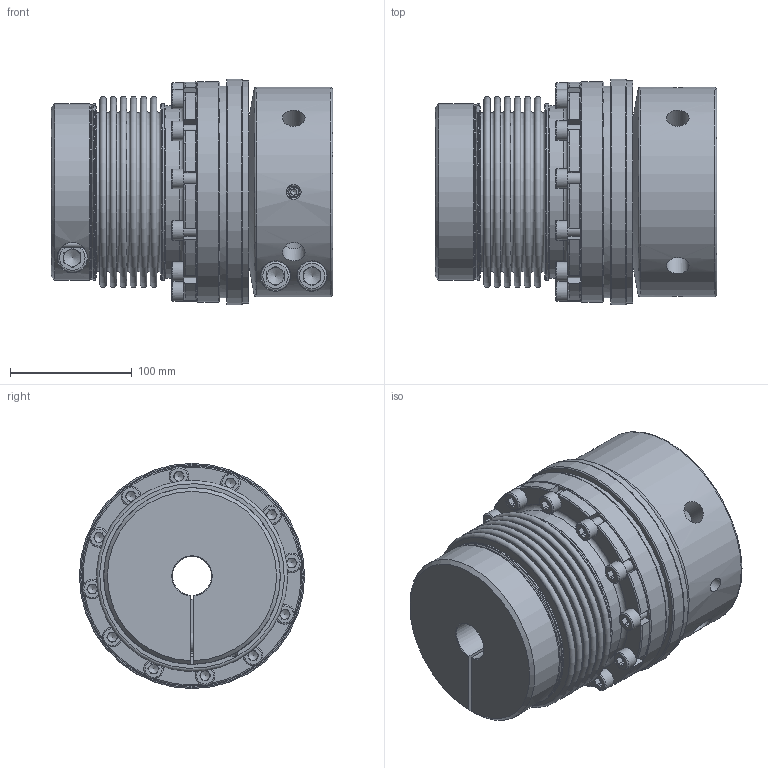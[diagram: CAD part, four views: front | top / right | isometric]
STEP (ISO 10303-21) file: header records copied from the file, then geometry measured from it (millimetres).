
FILE_DESCRIPTION( ( 'Unknown' ), '1' );
FILE_NAME( 'SKB-KG 2000.stp', 'Unknown', ( 'Unknown' ), ( 'Unknown' ), 'PSStep 10.1', 'Unknown', ' ' );
FILE_SCHEMA( ( 'AUTOMOTIVE_DESIGN { 1 0 10303 214 1 1 1 1 }' ) );
Length unit declared in the file: millimetre
Products named in the file (1): KT100400
Bounding box: 231.51 x 185 x 185 mm (x, y, z)
Volume: 3143053.9 mm3; surface area: 578243 mm2
Topology: 1 solids, 3 shells, 746 faces, 2096 edges, 1336 vertices
Faces by surface type: plane 366, torus 159, cylinder 129, cone 50, sphere 30, bspline 12
Full cylindrical faces by diameter (mm): 8.5 x2, 10 x12, 12 x2, 14 x3, 16 x15, 16.3 x1, 16.5 x2, 18.5 x4, 24 x3, 25 x3, 38 x1, 100 x1, 107.7 x1, 109.8 x1, 110 x3, 115.2 x1, 117 x1, 120 x3, 128 x1, 130 x2, 140 x3, 142 x1, 145 x2, 174 x1, 175 x2, 181 x1, 183 x1, 185 x1
Entity records: 32775 total; most frequent: CARTESIAN_POINT 9489, DIRECTION 3529, ORIENTED_EDGE 3444, EDGE_CURVE 1722, AXIS2_PLACEMENT_3D 1427, VERTEX_POINT 1185, EDGE_LOOP 1034, FACE_OUTER_BOUND 850
